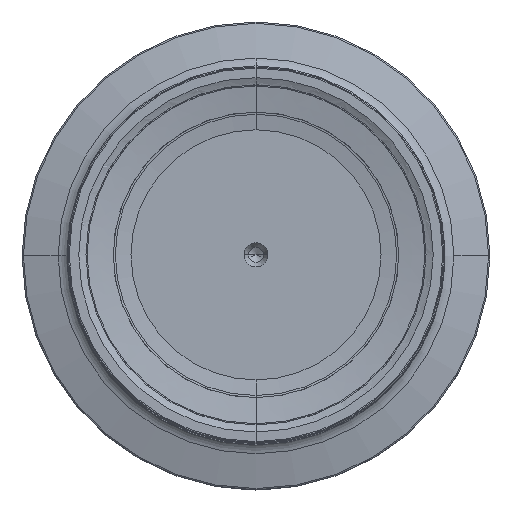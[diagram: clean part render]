
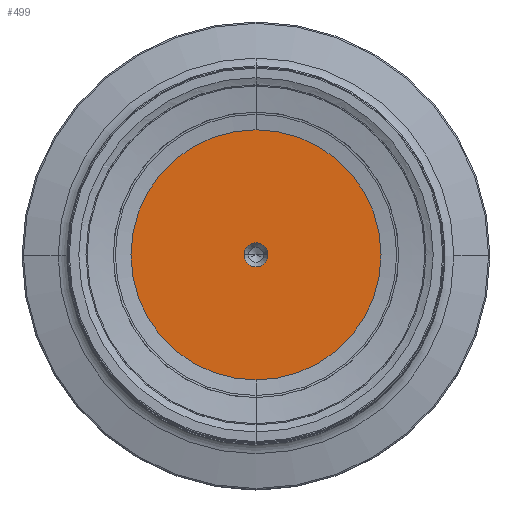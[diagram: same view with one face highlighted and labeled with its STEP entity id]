
A CAD part, top view. The second image highlights one B-rep face of the part: STEP entity #499.
In plain terms, the highlighted planar face has unit normal (0, 0, 1).
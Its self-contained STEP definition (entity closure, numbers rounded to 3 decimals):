
#14=CARTESIAN_POINT('',(0.,0.,114.1));
#15=DIRECTION('',(0.,0.,1.));
#16=DIRECTION('',(0.,1.,0.));
#17=AXIS2_PLACEMENT_3D('',#14,#15,#16);
#19=CARTESIAN_POINT('',(0.,0.,114.1));
#20=DIRECTION('',(0.,0.,-1.));
#21=DIRECTION('',(0.,1.,0.));
#22=AXIS2_PLACEMENT_3D('',#19,#20,#21);
#24=CARTESIAN_POINT('',(0.,0.,114.1));
#25=DIRECTION('',(0.,0.,1.));
#26=DIRECTION('',(-1.,0.,0.));
#27=AXIS2_PLACEMENT_3D('',#24,#25,#26);
#29=CARTESIAN_POINT('',(0.,0.,114.1));
#30=DIRECTION('',(0.,0.,1.));
#31=DIRECTION('',(1.,0.,0.));
#32=AXIS2_PLACEMENT_3D('',#29,#30,#31);
#395=CARTESIAN_POINT('',(0.,20.85,114.1));
#397=VERTEX_POINT('',#395);
#399=CARTESIAN_POINT('',(0.,-20.85,114.1));
#401=VERTEX_POINT('',#399);
#412=CARTESIAN_POINT('',(-2.,0.,114.1));
#413=CARTESIAN_POINT('',(2.,0.,114.1));
#414=VERTEX_POINT('',#412);
#415=VERTEX_POINT('',#413);
#482=CARTESIAN_POINT('',(0.,0.,114.1));
#483=DIRECTION('',(0.,0.,-1.));
#484=DIRECTION('',(0.,-1.,0.));
#485=AXIS2_PLACEMENT_3D('',#482,#483,#484);
#486=PLANE('',#485);
#488=ORIENTED_EDGE('',*,*,#487,.F.);
#490=ORIENTED_EDGE('',*,*,#489,.T.);
#491=EDGE_LOOP('',(#488,#490));
#492=FACE_OUTER_BOUND('',#491,.F.);
#494=ORIENTED_EDGE('',*,*,#493,.T.);
#496=ORIENTED_EDGE('',*,*,#495,.T.);
#497=EDGE_LOOP('',(#494,#496));
#498=FACE_BOUND('',#497,.F.);
#499=ADVANCED_FACE('',(#492,#498),#486,.F.);
#18=CIRCLE('',#17,20.85);
#23=CIRCLE('',#22,20.85);
#28=CIRCLE('',#27,2.);
#33=CIRCLE('',#32,2.);
#487=EDGE_CURVE('',#397,#401,#18,.T.);
#489=EDGE_CURVE('',#397,#401,#23,.T.);
#493=EDGE_CURVE('',#414,#415,#28,.T.);
#495=EDGE_CURVE('',#415,#414,#33,.T.);
